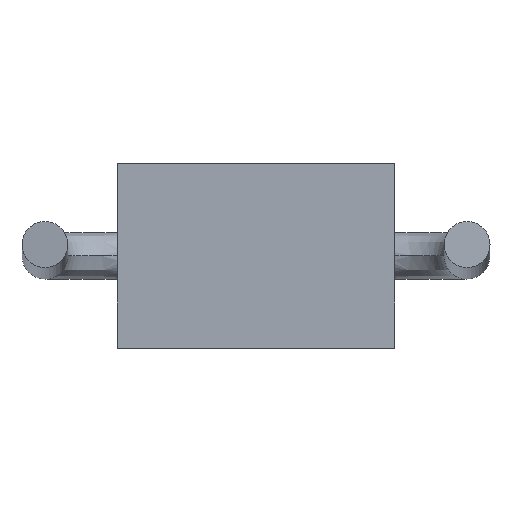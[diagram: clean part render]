
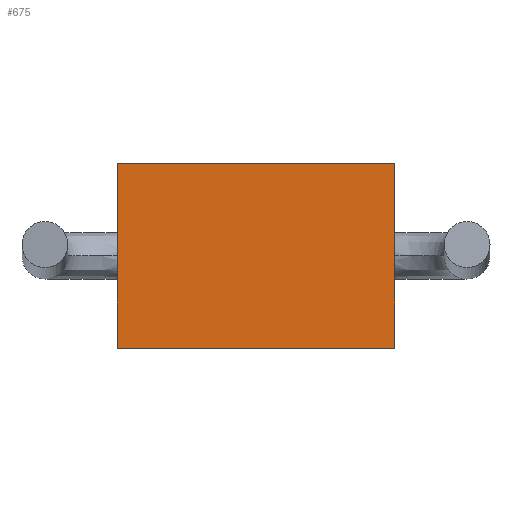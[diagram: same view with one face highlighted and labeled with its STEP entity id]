
A CAD part, top view. The second image highlights one B-rep face of the part: STEP entity #675.
In plain terms, the highlighted planar face has unit normal (0, 0, 1).
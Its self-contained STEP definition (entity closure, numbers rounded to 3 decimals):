
#43 = CARTESIAN_POINT ( 'NONE',  ( 1.5, 2., 1.5 ) ) ;
#72 = VERTEX_POINT ( 'NONE', #43 ) ;
#298 = PLANE ( 'NONE',  #868 ) ;
#306 = CARTESIAN_POINT ( 'NONE',  ( -1.5, 2., 1.5 ) ) ;
#307 = DIRECTION ( 'NONE',  ( 0., 0., -1. ) ) ;
#308 = DIRECTION ( 'NONE',  ( -1., 0., 0. ) ) ;
#578 = CARTESIAN_POINT ( 'NONE',  ( -1.5, 2., 1.5 ) ) ;
#582 = CARTESIAN_POINT ( 'NONE',  ( -1.5, 0., 1.5 ) ) ;
#592 = CARTESIAN_POINT ( 'NONE',  ( 1.5, 0., 1.5 ) ) ;
#607 = DIRECTION ( 'NONE',  ( 0., -1., 0. ) ) ;
#608 = CARTESIAN_POINT ( 'NONE',  ( 1.5, 2., 1.5 ) ) ;
#634 = DIRECTION ( 'NONE',  ( 0., -1., 0. ) ) ;
#638 = CARTESIAN_POINT ( 'NONE',  ( -1.5, 0., 1.5 ) ) ;
#639 = CARTESIAN_POINT ( 'NONE',  ( -1.5, 2., 1.5 ) ) ;
#643 = DIRECTION ( 'NONE',  ( 1., 0., 0. ) ) ;
#644 = CARTESIAN_POINT ( 'NONE',  ( -1.5, 2., 1.5 ) ) ;
#645 = DIRECTION ( 'NONE',  ( 1., 0., 0. ) ) ;
#675 = ADVANCED_FACE ( 'NONE', ( #763 ), #298, .F. ) ;
#683 = ORIENTED_EDGE ( 'NONE', *, *, #936, .F. ) ;
#684 = ORIENTED_EDGE ( 'NONE', *, *, #974, .F. ) ;
#685 = ORIENTED_EDGE ( 'NONE', *, *, #972, .T. ) ;
#763 = FACE_OUTER_BOUND ( 'NONE', #955, .T. ) ;
#788 = LINE ( 'NONE', #608, #793 ) ;
#793 = VECTOR ( 'NONE', #607, 1000. ) ;
#803 = LINE ( 'NONE', #639, #810 ) ;
#809 = LINE ( 'NONE', #638, #812 ) ;
#810 = VECTOR ( 'NONE', #634, 1000. ) ;
#811 = LINE ( 'NONE', #644, #814 ) ;
#812 = VECTOR ( 'NONE', #643, 1000. ) ;
#814 = VECTOR ( 'NONE', #645, 1000. ) ;
#868 = AXIS2_PLACEMENT_3D ( 'NONE', #306, #307, #308 ) ;
#911 = VERTEX_POINT ( 'NONE', #578 ) ;
#917 = VERTEX_POINT ( 'NONE', #582 ) ;
#918 = VERTEX_POINT ( 'NONE', #592 ) ;
#936 = EDGE_CURVE ( 'NONE', #72, #918, #788, .T. ) ;
#955 = EDGE_LOOP ( 'NONE', ( #999, #683, #684, #685 ) ) ;
#972 = EDGE_CURVE ( 'NONE', #911, #917, #803, .T. ) ;
#973 = EDGE_CURVE ( 'NONE', #917, #918, #809, .T. ) ;
#974 = EDGE_CURVE ( 'NONE', #911, #72, #811, .T. ) ;
#999 = ORIENTED_EDGE ( 'NONE', *, *, #973, .T. ) ;
